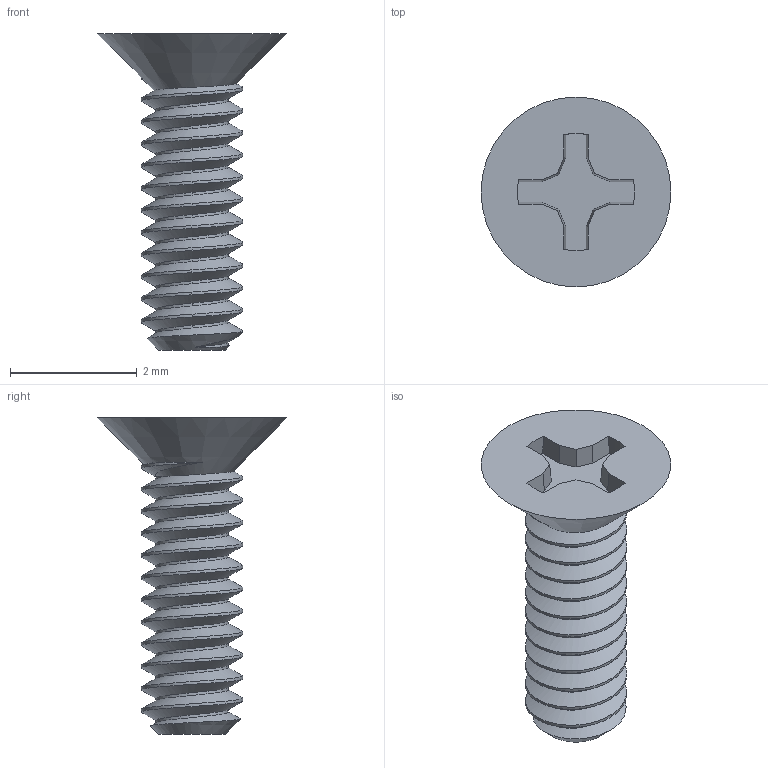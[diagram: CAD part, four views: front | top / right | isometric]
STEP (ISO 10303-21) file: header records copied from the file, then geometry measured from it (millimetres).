
FILE_DESCRIPTION(/* description */ (''),/* implementation_level */ '2;1');
FILE_NAME(/* name */ '92010A781_Passivated 18-8 Stainless Steel Phillips Flat Head Screw STEP.step',/* time_stamp */ '2023-05-15T08:42:17-04:00',/* author */ (''),/* organization */ (''),/* preprocessor_version */ 'ST-DEVELOPER v19.2',/* originating_system */ 'Autodesk Translation Framework v12.4.0.73',/* authorisation */ '');
FILE_SCHEMA (('AUTOMOTIVE_DESIGN { 1 0 10303 214 3 1 1 }'));
Length unit declared in the file: millimetre
Products named in the file (1): 92010A781_Passivated 18-8 Stainless Steel Phillips Flat Head Screw v2
Bounding box: 3 x 3 x 5 mm (x, y, z)
Volume: 9 mm3; surface area: 49.1 mm2
Topology: 1 solids, 1 shells, 51 faces, 144 edges, 96 vertices
Faces by surface type: cylinder 28, plane 19, cone 2, bspline 2
Full cylindrical faces by diameter (mm): 1.145 x10, 1.6 x10
Entity records: 3434 total; most frequent: CARTESIAN_POINT 2186, ORIENTED_EDGE 288, DIRECTION 212, EDGE_CURVE 144, VERTEX_POINT 96, AXIS2_PLACEMENT_3D 72, LINE 68, VECTOR 68
